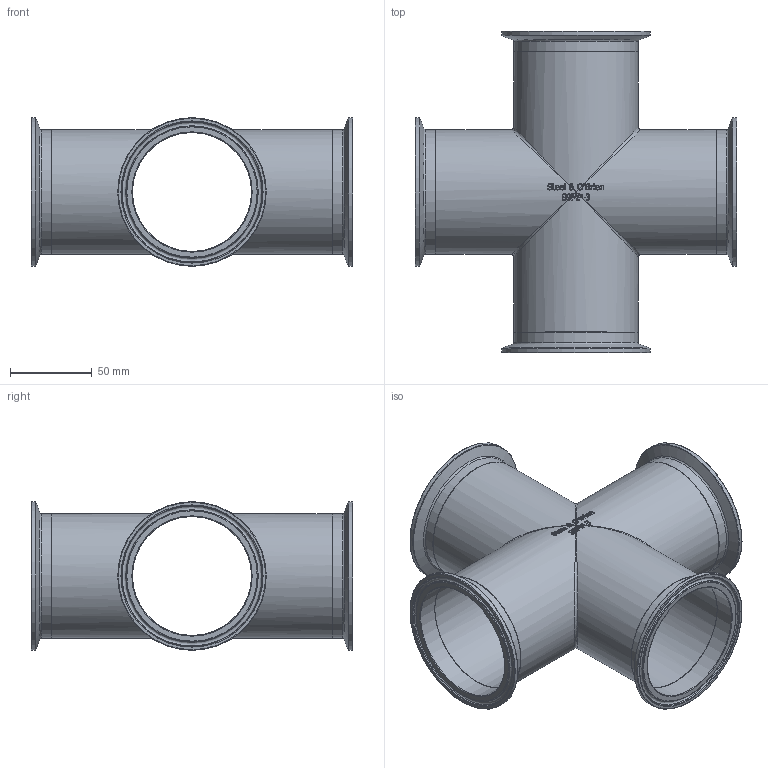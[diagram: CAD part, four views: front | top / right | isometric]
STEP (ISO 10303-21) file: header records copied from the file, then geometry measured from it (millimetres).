
FILE_DESCRIPTION(/* description */ (''),/* implementation_level */ '2;1');
FILE_NAME(/* name */ 'S9MP-3.stp',/* time_stamp */ '2018-11-30T11:51:58-05:00',/* author */ ('rick'),/* organization */ (''),/* preprocessor_version */ 'ST-DEVELOPER v15.2',/* originating_system */ 'Autodesk Inventor 2014',/* authorisation */ '');
FILE_SCHEMA (('AUTOMOTIVE_DESIGN { 1 0 10303 214 3 1 1 }'));
Length unit declared in the file: inch
Products named in the file (1): S9MP-3
Bounding box: 196.85 x 196.85 x 90.9 mm (x, y, z)
Volume: 144032.6 mm3; surface area: 156715.5 mm2
Topology: 1 solids, 1 shells, 451 faces, 1209 edges, 780 vertices
Faces by surface type: bspline 206, plane 135, cylinder 62, torus 36, cone 12
Full cylindrical faces by diameter (mm): 72.898 x8, 76.2 x8, 90.907 x4
Entity records: 17771 total; most frequent: CARTESIAN_POINT 7941, ORIENTED_EDGE 2236, DIRECTION 1454, EDGE_CURVE 1118, VERTEX_POINT 768, EDGE_LOOP 556, AXIS2_PLACEMENT_3D 520, ADVANCED_FACE 451
